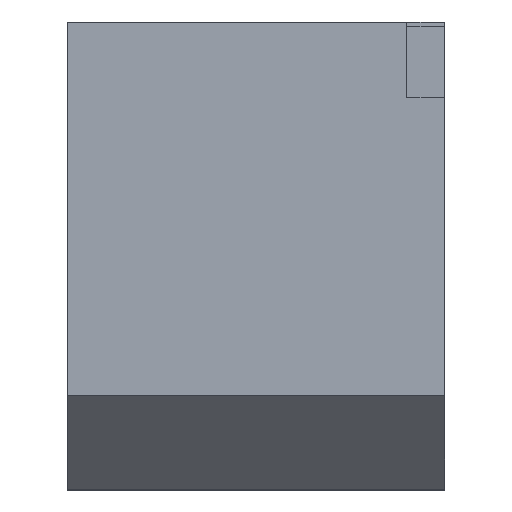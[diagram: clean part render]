
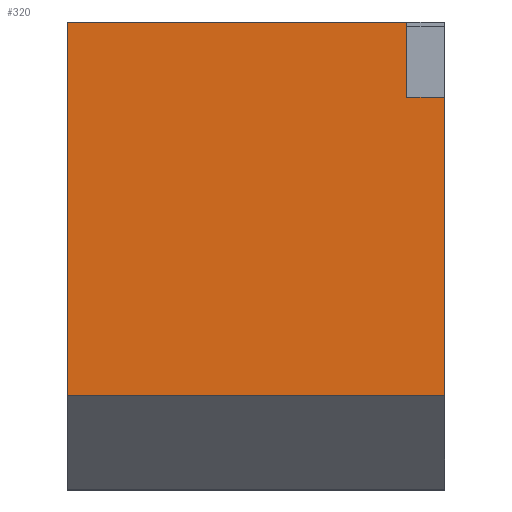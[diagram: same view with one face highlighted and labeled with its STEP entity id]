
A CAD part, front view. The second image highlights one B-rep face of the part: STEP entity #320.
In plain terms, the highlighted planar face has unit normal (0, -1, 0).
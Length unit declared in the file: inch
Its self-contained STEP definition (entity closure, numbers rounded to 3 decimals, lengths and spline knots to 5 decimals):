
#320=ADVANCED_FACE('',(#426),#393,.F.);
#393=PLANE('',#1489);
#426=FACE_OUTER_BOUND('',#454,.T.);
#454=EDGE_LOOP('',(#648,#649,#650,#651,#652,#653));
#648=ORIENTED_EDGE('',*,*,#1132,.F.);
#649=ORIENTED_EDGE('',*,*,#1133,.T.);
#650=ORIENTED_EDGE('',*,*,#1134,.T.);
#651=ORIENTED_EDGE('',*,*,#1135,.F.);
#652=ORIENTED_EDGE('',*,*,#1136,.F.);
#653=ORIENTED_EDGE('',*,*,#1137,.F.);
#992=VERTEX_POINT('',#2044);
#993=VERTEX_POINT('',#2045);
#994=VERTEX_POINT('',#2047);
#995=VERTEX_POINT('',#2049);
#996=VERTEX_POINT('',#2051);
#997=VERTEX_POINT('',#2053);
#1132=EDGE_CURVE('',#992,#993,#1304,.T.);
#1133=EDGE_CURVE('',#992,#994,#1305,.T.);
#1134=EDGE_CURVE('',#994,#995,#1306,.T.);
#1135=EDGE_CURVE('',#996,#995,#1307,.T.);
#1136=EDGE_CURVE('',#997,#996,#1308,.T.);
#1137=EDGE_CURVE('',#993,#997,#1309,.T.);
#1304=LINE('',#2043,#1396);
#1305=LINE('',#2046,#1397);
#1306=LINE('',#2048,#1398);
#1307=LINE('',#2050,#1399);
#1308=LINE('',#2052,#1400);
#1309=LINE('',#2054,#1401);
#1396=VECTOR('',#1644,1.);
#1397=VECTOR('',#1645,1.);
#1398=VECTOR('',#1646,1.);
#1399=VECTOR('',#1647,1.);
#1400=VECTOR('',#1648,1.);
#1401=VECTOR('',#1649,1.);
#1489=AXIS2_PLACEMENT_3D('',#2055,#1650,#1651);
#1644=DIRECTION('',(0.,0.,-1.));
#1645=DIRECTION('',(-1.,0.,0.));
#1646=DIRECTION('',(0.,0.,-1.));
#1647=DIRECTION('',(-1.,0.,0.));
#1648=DIRECTION('',(0.,0.,-1.));
#1649=DIRECTION('',(1.,0.,0.));
#1650=DIRECTION('',(0.,1.,0.));
#1651=DIRECTION('',(0.,0.,-1.));
#2043=CARTESIAN_POINT('',(4.5,-4.125,3.1));
#2044=CARTESIAN_POINT('',(4.5,-4.125,3.1));
#2045=CARTESIAN_POINT('',(4.5,-4.125,2.1));
#2046=CARTESIAN_POINT('',(5.,-4.125,3.1));
#2047=CARTESIAN_POINT('',(0.,-4.125,3.1));
#2048=CARTESIAN_POINT('',(0.,-4.125,3.1));
#2049=CARTESIAN_POINT('',(0.,-4.125,-1.85));
#2050=CARTESIAN_POINT('',(5.85,-4.125,-1.85));
#2051=CARTESIAN_POINT('',(5.,-4.125,-1.85));
#2052=CARTESIAN_POINT('',(5.,-4.125,3.1));
#2053=CARTESIAN_POINT('',(5.,-4.125,2.1));
#2054=CARTESIAN_POINT('',(4.5,-4.125,2.1));
#2055=CARTESIAN_POINT('',(5.,-4.125,3.1));
